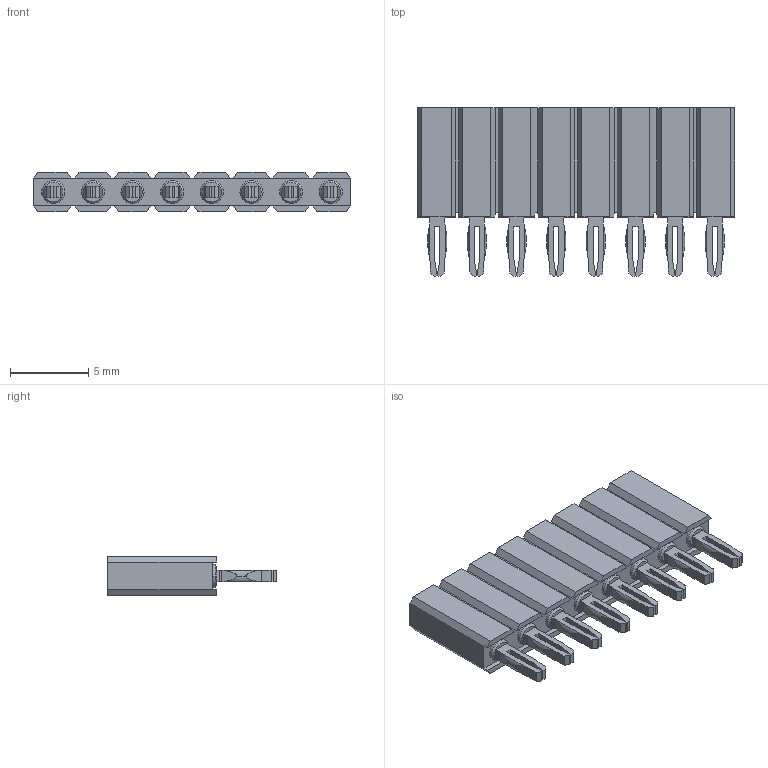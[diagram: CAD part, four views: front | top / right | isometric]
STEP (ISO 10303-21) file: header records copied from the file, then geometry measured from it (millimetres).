
FILE_DESCRIPTION(('STEP AP242'),'1');
FILE_NAME('pcb_connector_801-87-008-66-001101.stp','2018-11-28T02:52:00',('TraceParts'),('TraceParts S.A.'),'Spatial InterOp 3D',' ',' ');
FILE_SCHEMA(('AP242_MANAGED_MODEL_BASED_3D_ENGINEERING_MIM_LF {1 0 10303 442 1 1 4}'));
Length unit declared in the file: millimetre
Products named in the file (1): pcb_connector_801-87-008-66-001101
Bounding box: 20.32 x 10.8 x 2.54 mm (x, y, z)
Volume: 296.5 mm3; surface area: 863 mm2
Topology: 1 solids, 1 shells, 666 faces, 1680 edges, 1032 vertices
Faces by surface type: plane 298, cylinder 176, cone 160, torus 32
Entity records: 25640 total; most frequent: CARTESIAN_POINT 4195, DIRECTION 3414, ORIENTED_EDGE 3328, EDGE_CURVE 1664, AXIS2_PLACEMENT_3D 1147, LINE 1120, VECTOR 1120, VERTEX_POINT 1032
